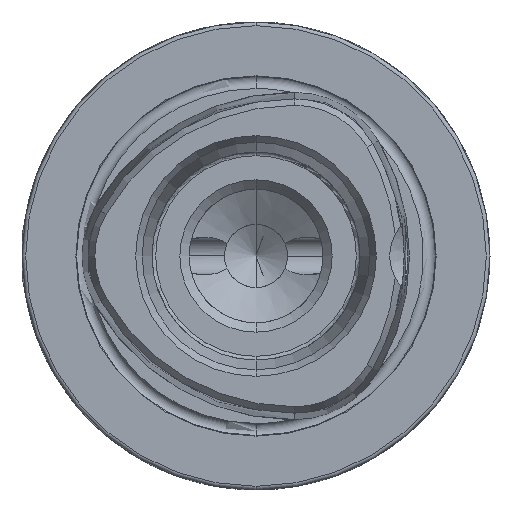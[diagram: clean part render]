
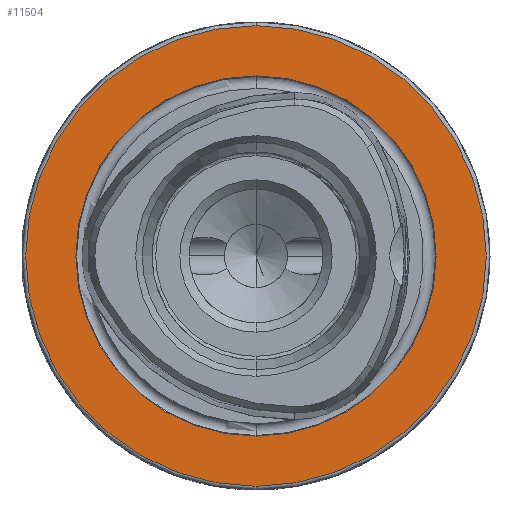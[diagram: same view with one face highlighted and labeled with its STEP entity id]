
A CAD part, left-side view. The second image highlights one B-rep face of the part: STEP entity #11504.
In plain terms, the highlighted planar face has unit normal (-1, 0, 0).
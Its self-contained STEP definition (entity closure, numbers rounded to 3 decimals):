
#513 = DIRECTION ( 'NONE',  ( 0., 0., 1. ) ) ;
#521 = EDGE_CURVE ( 'NONE', #808, #9865, #6886, .T. ) ;
#632 = CIRCLE ( 'NONE', #2797, 31. ) ;
#752 = ORIENTED_EDGE ( 'NONE', *, *, #521, .F. ) ;
#757 = EDGE_CURVE ( 'NONE', #9865, #808, #6269, .T. ) ;
#808 = VERTEX_POINT ( 'NONE', #1561 ) ;
#849 = PLANE ( 'NONE',  #11832 ) ;
#1268 = ORIENTED_EDGE ( 'NONE', *, *, #757, .F. ) ;
#1298 = CIRCLE ( 'NONE', #9890, 31. ) ;
#1466 = CARTESIAN_POINT ( 'NONE',  ( 0., 0., 0. ) ) ;
#1561 = CARTESIAN_POINT ( 'NONE',  ( 0., 0., 24.25 ) ) ;
#1700 = VERTEX_POINT ( 'NONE', #5041 ) ;
#1743 = EDGE_CURVE ( 'NONE', #10734, #1700, #1298, .T. ) ;
#2491 = EDGE_LOOP ( 'NONE', ( #11066, #10791 ) ) ;
#2610 = AXIS2_PLACEMENT_3D ( 'NONE', #1466, #8507, #513 ) ;
#2797 = AXIS2_PLACEMENT_3D ( 'NONE', #10477, #11509, #11471 ) ;
#3163 = EDGE_LOOP ( 'NONE', ( #752, #1268 ) ) ;
#3928 = FACE_BOUND ( 'NONE', #3163, .T. ) ;
#4218 = CARTESIAN_POINT ( 'NONE',  ( 0., 0., 0. ) ) ;
#5041 = CARTESIAN_POINT ( 'NONE',  ( 0., 0., -31. ) ) ;
#6269 = CIRCLE ( 'NONE', #2610, 24.25 ) ;
#6459 = CARTESIAN_POINT ( 'NONE',  ( 0., 0., 31. ) ) ;
#6886 = CIRCLE ( 'NONE', #8803, 24.25 ) ;
#7695 = CARTESIAN_POINT ( 'NONE',  ( 0., 0., -24.25 ) ) ;
#7753 = CARTESIAN_POINT ( 'NONE',  ( 0., 24.25, 0. ) ) ;
#7816 = DIRECTION ( 'NONE',  ( 0., 0., 1. ) ) ;
#8507 = DIRECTION ( 'NONE',  ( -1., 0., 0. ) ) ;
#8803 = AXIS2_PLACEMENT_3D ( 'NONE', #9709, #10822, #7816 ) ;
#9288 = DIRECTION ( 'NONE',  ( 0., 0., 1. ) ) ;
#9709 = CARTESIAN_POINT ( 'NONE',  ( 0., 0., 0. ) ) ;
#9793 = EDGE_CURVE ( 'NONE', #1700, #10734, #632, .T. ) ;
#9865 = VERTEX_POINT ( 'NONE', #7695 ) ;
#9890 = AXIS2_PLACEMENT_3D ( 'NONE', #4218, #12305, #9288 ) ;
#10477 = CARTESIAN_POINT ( 'NONE',  ( 0., 0., 0. ) ) ;
#10734 = VERTEX_POINT ( 'NONE', #6459 ) ;
#10791 = ORIENTED_EDGE ( 'NONE', *, *, #9793, .T. ) ;
#10796 = DIRECTION ( 'NONE',  ( 0., 0., -1. ) ) ;
#10822 = DIRECTION ( 'NONE',  ( -1., 0., 0. ) ) ;
#11066 = ORIENTED_EDGE ( 'NONE', *, *, #1743, .T. ) ;
#11471 = DIRECTION ( 'NONE',  ( 0., 0., 1. ) ) ;
#11504 = ADVANCED_FACE ( 'NONE', ( #3928, #12273 ), #849, .F. ) ;
#11509 = DIRECTION ( 'NONE',  ( -1., 0., 0. ) ) ;
#11777 = DIRECTION ( 'NONE',  ( 1., 0., 0. ) ) ;
#11832 = AXIS2_PLACEMENT_3D ( 'NONE', #7753, #11777, #10796 ) ;
#12273 = FACE_OUTER_BOUND ( 'NONE', #2491, .T. ) ;
#12305 = DIRECTION ( 'NONE',  ( -1., 0., 0. ) ) ;
